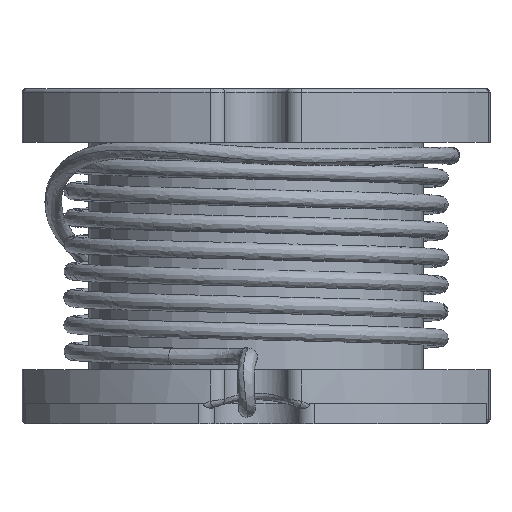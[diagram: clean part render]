
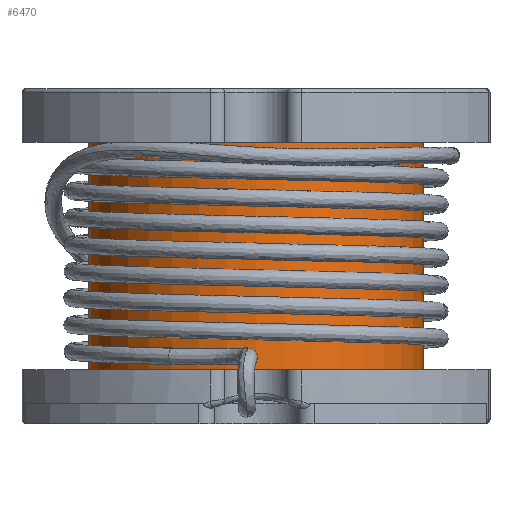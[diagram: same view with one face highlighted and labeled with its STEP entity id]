
A CAD part, front view. The second image highlights one B-rep face of the part: STEP entity #6470.
In plain terms, the highlighted cylindrical face has radius 2.5 mm (diameter 5 mm), a partial arc.
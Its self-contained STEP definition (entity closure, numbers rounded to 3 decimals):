
#198 = CARTESIAN_POINT ( 'NONE',  ( -2.5, 0., 4.2 ) ) ;
#1022 = EDGE_CURVE ( 'NONE', #3145, #22976, #3633, .T. ) ;
#1455 = AXIS2_PLACEMENT_3D ( 'NONE', #4568, #10304, #2889 ) ;
#1862 = FACE_OUTER_BOUND ( 'NONE', #6949, .T. ) ;
#2303 = DIRECTION ( 'NONE',  ( 0., 0., -1. ) ) ;
#2889 = DIRECTION ( 'NONE',  ( -1., 0., 0. ) ) ;
#3145 = VERTEX_POINT ( 'NONE', #18232 ) ;
#3633 = CIRCLE ( 'NONE', #21460, 2.5 ) ;
#3873 = LINE ( 'NONE', #198, #11229 ) ;
#4098 = ORIENTED_EDGE ( 'NONE', *, *, #1022, .F. ) ;
#4135 = DIRECTION ( 'NONE',  ( 1., 0., 0. ) ) ;
#4568 = CARTESIAN_POINT ( 'NONE',  ( 0., 0., 4.2 ) ) ;
#4782 = DIRECTION ( 'NONE',  ( 0., 0., 1. ) ) ;
#5718 = EDGE_CURVE ( 'NONE', #3145, #9919, #3873, .T. ) ;
#5854 = AXIS2_PLACEMENT_3D ( 'NONE', #10245, #10000, #4135 ) ;
#6058 = CARTESIAN_POINT ( 'NONE',  ( 2.5, 0., 0.8 ) ) ;
#6470 = ADVANCED_FACE ( 'NONE', ( #1862 ), #7980, .T. ) ;
#6505 = ORIENTED_EDGE ( 'NONE', *, *, #18905, .F. ) ;
#6949 = EDGE_LOOP ( 'NONE', ( #6505, #4098, #24124, #19458 ) ) ;
#7980 = CYLINDRICAL_SURFACE ( 'NONE', #1455, 2.5 ) ;
#8498 = LINE ( 'NONE', #12543, #14176 ) ;
#9919 = VERTEX_POINT ( 'NONE', #21257 ) ;
#10000 = DIRECTION ( 'NONE',  ( 0., 0., 1. ) ) ;
#10245 = CARTESIAN_POINT ( 'NONE',  ( 0., 0., 0.8 ) ) ;
#10304 = DIRECTION ( 'NONE',  ( 0., 0., -1. ) ) ;
#11229 = VECTOR ( 'NONE', #2303, 1000. ) ;
#12515 = CIRCLE ( 'NONE', #5854, 2.5 ) ;
#12543 = CARTESIAN_POINT ( 'NONE',  ( 2.5, 0., 4.2 ) ) ;
#12734 = DIRECTION ( 'NONE',  ( 1., 0., 0. ) ) ;
#14176 = VECTOR ( 'NONE', #18662, 1000. ) ;
#15479 = CARTESIAN_POINT ( 'NONE',  ( 2.5, 0., 4.2 ) ) ;
#17031 = EDGE_CURVE ( 'NONE', #9919, #25554, #12515, .T. ) ;
#18232 = CARTESIAN_POINT ( 'NONE',  ( -2.5, 0., 4.2 ) ) ;
#18662 = DIRECTION ( 'NONE',  ( 0., 0., -1. ) ) ;
#18905 = EDGE_CURVE ( 'NONE', #22976, #25554, #8498, .T. ) ;
#19458 = ORIENTED_EDGE ( 'NONE', *, *, #17031, .T. ) ;
#21257 = CARTESIAN_POINT ( 'NONE',  ( -2.5, 0., 0.8 ) ) ;
#21460 = AXIS2_PLACEMENT_3D ( 'NONE', #22590, #4782, #12734 ) ;
#22590 = CARTESIAN_POINT ( 'NONE',  ( 0., 0., 4.2 ) ) ;
#22976 = VERTEX_POINT ( 'NONE', #15479 ) ;
#24124 = ORIENTED_EDGE ( 'NONE', *, *, #5718, .T. ) ;
#25554 = VERTEX_POINT ( 'NONE', #6058 ) ;
